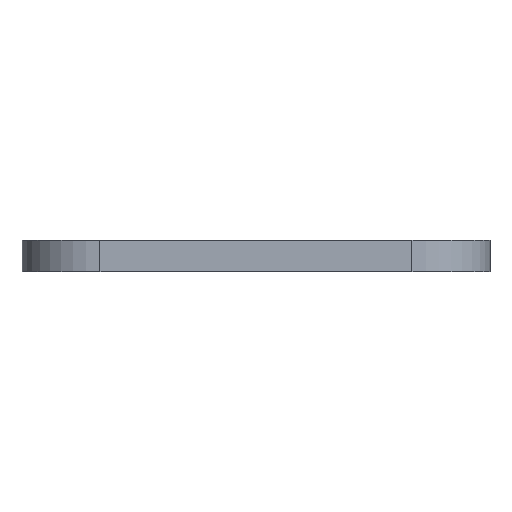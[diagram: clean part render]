
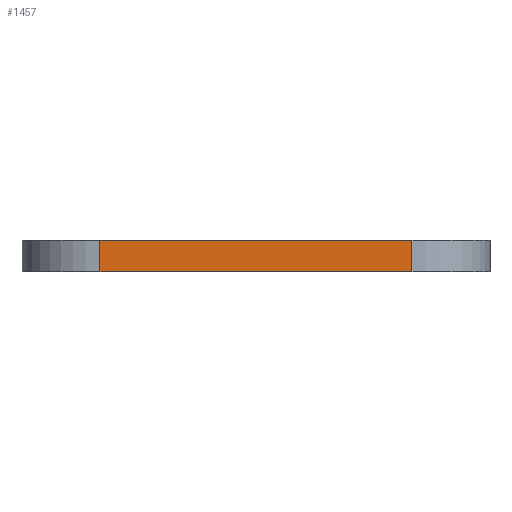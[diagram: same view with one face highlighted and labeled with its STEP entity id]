
A CAD part, left-side view. The second image highlights one B-rep face of the part: STEP entity #1457.
In plain terms, the highlighted planar face has unit normal (-1, 0, 0).
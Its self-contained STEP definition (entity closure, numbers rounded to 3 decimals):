
#1457=ADVANCED_FACE('',(#2699),#2701,.T.);
#2699=FACE_BOUND('',#2700,.T.);
#2700=EDGE_LOOP('',(#3793,#3794,#3795,#3796));
#2701=PLANE('',#2702);
#2702=AXIS2_PLACEMENT_3D('',#2703,#2704,#2705);
#2703=CARTESIAN_POINT('',(-25.,10.,0.));
#2704=DIRECTION('',(-1.,0.,0.));
#2705=DIRECTION('',(0.,-1.,0.));
#3793=ORIENTED_EDGE('',*,*,#4446,.T.);
#3794=ORIENTED_EDGE('',*,*,#4447,.T.);
#3795=ORIENTED_EDGE('',*,*,#4024,.F.);
#3796=ORIENTED_EDGE('',*,*,#4445,.F.);
#4024=EDGE_CURVE('',#4538,#4540,#4541,.T.);
#4445=EDGE_CURVE('',#5230,#4538,#5232,.T.);
#4446=EDGE_CURVE('',#5230,#5233,#5234,.T.);
#4447=EDGE_CURVE('',#5233,#4540,#5235,.T.);
#4538=VERTEX_POINT('',#5410);
#4540=VERTEX_POINT('',#5415);
#4541=LINE('',#5416,#5417);
#5230=VERTEX_POINT('',#6952);
#5232=LINE('',#6957,#6958);
#5233=VERTEX_POINT('',#6960);
#5234=LINE('',#6961,#6962);
#5235=LINE('',#6964,#6965);
#5410=CARTESIAN_POINT('',(-25.,10.,2.));
#5415=CARTESIAN_POINT('',(-25.,-10.,2.));
#5416=CARTESIAN_POINT('',(-25.,10.,2.));
#5417=VECTOR('',#5418,1.);
#5418=DIRECTION('',(0.,-1.,0.));
#6952=CARTESIAN_POINT('',(-25.,10.,0.));
#6957=CARTESIAN_POINT('',(-25.,10.,0.));
#6958=VECTOR('',#6959,1.);
#6959=DIRECTION('',(0.,0.,1.));
#6960=CARTESIAN_POINT('',(-25.,-10.,0.));
#6961=CARTESIAN_POINT('',(-25.,10.,0.));
#6962=VECTOR('',#6963,1.);
#6963=DIRECTION('',(0.,-1.,0.));
#6964=CARTESIAN_POINT('',(-25.,-10.,0.));
#6965=VECTOR('',#6966,1.);
#6966=DIRECTION('',(0.,0.,1.));
